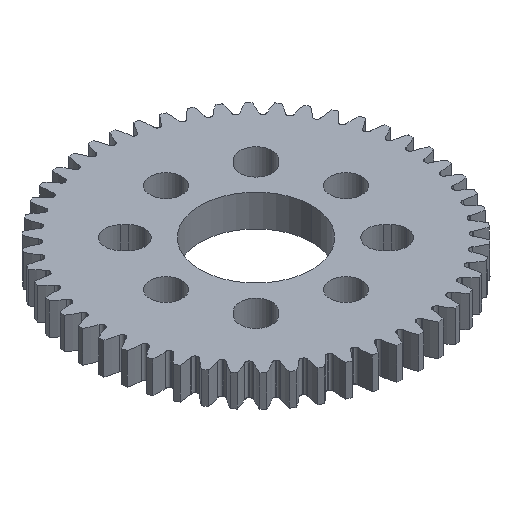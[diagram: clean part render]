
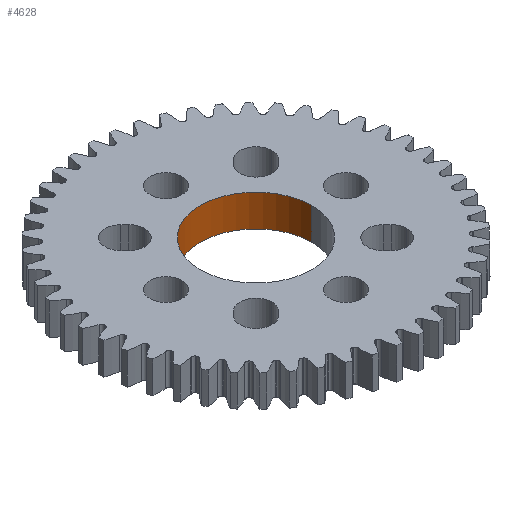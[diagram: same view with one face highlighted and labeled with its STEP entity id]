
A CAD part, isometric view. The second image highlights one B-rep face of the part: STEP entity #4628.
In plain terms, the highlighted cylindrical face has radius 7 mm (diameter 14 mm), a partial arc.
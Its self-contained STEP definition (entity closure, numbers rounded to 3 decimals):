
#850 = EDGE_CURVE ( 'NONE', #9585, #2830, #15592, .T. ) ;
#2493 = CARTESIAN_POINT ( 'NONE',  ( 7., 0., 0. ) ) ;
#2830 = VERTEX_POINT ( 'NONE', #9670 ) ;
#3158 = DIRECTION ( 'NONE',  ( 1., 0., 0. ) ) ;
#4131 = AXIS2_PLACEMENT_3D ( 'NONE', #12711, #16164, #3158 ) ;
#4604 = VERTEX_POINT ( 'NONE', #5379 ) ;
#4628 = ADVANCED_FACE ( 'NONE', ( #19337 ), #6460, .F. ) ;
#5379 = CARTESIAN_POINT ( 'NONE',  ( 7., 0., 4. ) ) ;
#5485 = EDGE_CURVE ( 'NONE', #9585, #4604, #10615, .T. ) ;
#6460 = CYLINDRICAL_SURFACE ( 'NONE', #9314, 7. ) ;
#7136 = ORIENTED_EDGE ( 'NONE', *, *, #12449, .F. ) ;
#8337 = VECTOR ( 'NONE', #9606, 1000. ) ;
#8665 = CARTESIAN_POINT ( 'NONE',  ( -7., 0., 4. ) ) ;
#8689 = ORIENTED_EDGE ( 'NONE', *, *, #850, .F. ) ;
#9314 = AXIS2_PLACEMENT_3D ( 'NONE', #10116, #13267, #16364 ) ;
#9585 = VERTEX_POINT ( 'NONE', #11606 ) ;
#9606 = DIRECTION ( 'NONE',  ( 0., 0., 1. ) ) ;
#9670 = CARTESIAN_POINT ( 'NONE',  ( -7., 0., 0. ) ) ;
#10116 = CARTESIAN_POINT ( 'NONE',  ( 0., 0., 0. ) ) ;
#10381 = CARTESIAN_POINT ( 'NONE',  ( -7., 0., 0. ) ) ;
#10615 = LINE ( 'NONE', #2493, #8337 ) ;
#10902 = ORIENTED_EDGE ( 'NONE', *, *, #19863, .T. ) ;
#11606 = CARTESIAN_POINT ( 'NONE',  ( 7., 0., 0. ) ) ;
#12449 = EDGE_CURVE ( 'NONE', #2830, #15954, #18303, .T. ) ;
#12711 = CARTESIAN_POINT ( 'NONE',  ( 0., 0., 0. ) ) ;
#13267 = DIRECTION ( 'NONE',  ( 0., 0., 1. ) ) ;
#13475 = DIRECTION ( 'NONE',  ( 0., 0., 1. ) ) ;
#14806 = EDGE_LOOP ( 'NONE', ( #7136, #8689, #16802, #10902 ) ) ;
#15072 = DIRECTION ( 'NONE',  ( 1., 0., 0. ) ) ;
#15490 = VECTOR ( 'NONE', #13475, 1000. ) ;
#15592 = CIRCLE ( 'NONE', #4131, 7. ) ;
#15954 = VERTEX_POINT ( 'NONE', #8665 ) ;
#16164 = DIRECTION ( 'NONE',  ( 0., 0., 1. ) ) ;
#16364 = DIRECTION ( 'NONE',  ( 1., 0., 0. ) ) ;
#16802 = ORIENTED_EDGE ( 'NONE', *, *, #5485, .T. ) ;
#17015 = CIRCLE ( 'NONE', #19306, 7. ) ;
#18303 = LINE ( 'NONE', #10381, #15490 ) ;
#19306 = AXIS2_PLACEMENT_3D ( 'NONE', #20044, #19833, #15072 ) ;
#19337 = FACE_OUTER_BOUND ( 'NONE', #14806, .T. ) ;
#19833 = DIRECTION ( 'NONE',  ( 0., 0., 1. ) ) ;
#19863 = EDGE_CURVE ( 'NONE', #4604, #15954, #17015, .T. ) ;
#20044 = CARTESIAN_POINT ( 'NONE',  ( 0., 0., 4. ) ) ;
